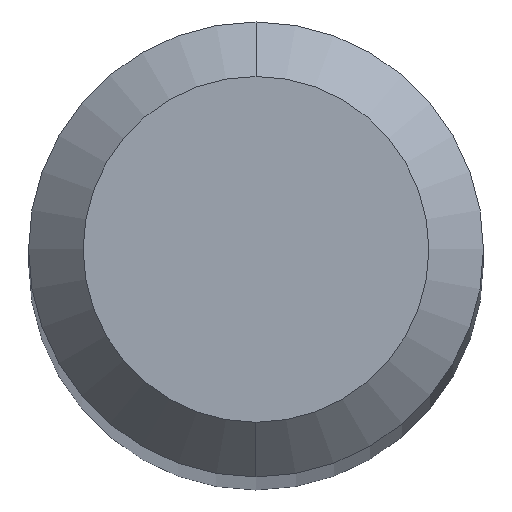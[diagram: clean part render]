
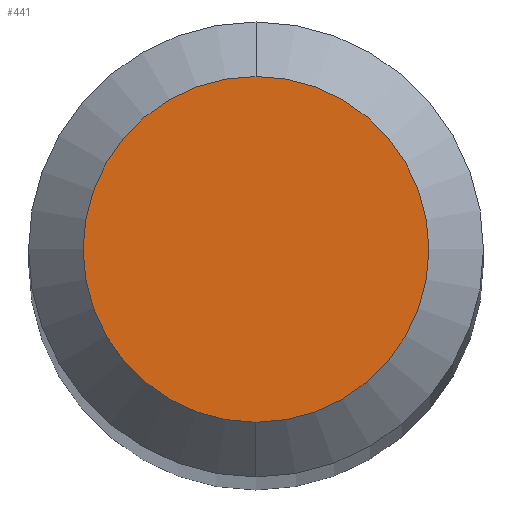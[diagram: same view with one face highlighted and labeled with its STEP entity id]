
A CAD part, top view. The second image highlights one B-rep face of the part: STEP entity #441.
In plain terms, the highlighted planar face has unit normal (0, 0, 1).
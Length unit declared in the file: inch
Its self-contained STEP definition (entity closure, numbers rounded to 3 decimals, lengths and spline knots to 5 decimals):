
#4 = FACE_OUTER_BOUND ( 'NONE', #159, .T. ) ;
#8 = DIRECTION ( 'NONE',  ( 0., 1., 0. ) ) ;
#20 = CARTESIAN_POINT ( 'NONE',  ( 0., 0.0475, 0. ) ) ;
#40 = CARTESIAN_POINT ( 'NONE',  ( 0., -0.0475, 0. ) ) ;
#52 = AXIS2_PLACEMENT_3D ( 'NONE', #275, #428, #227 ) ;
#113 = CARTESIAN_POINT ( 'NONE',  ( 0., 0.0475, 0. ) ) ;
#114 = DIRECTION ( 'NONE',  ( 0., 0., -1. ) ) ;
#133 = CARTESIAN_POINT ( 'NONE',  ( 0., 0., 0. ) ) ;
#159 = EDGE_LOOP ( 'NONE', ( #388, #344 ) ) ;
#195 = DIRECTION ( 'NONE',  ( 0., -1., 0. ) ) ;
#227 = DIRECTION ( 'NONE',  ( 0., -1., 0. ) ) ;
#236 = CIRCLE ( 'NONE', #52, 0.0475 ) ;
#275 = CARTESIAN_POINT ( 'NONE',  ( 0., 0., 0. ) ) ;
#291 = EDGE_CURVE ( 'NONE', #505, #398, #236, .T. ) ;
#307 = DIRECTION ( 'NONE',  ( 0., 0., 1. ) ) ;
#344 = ORIENTED_EDGE ( 'NONE', *, *, #397, .T. ) ;
#363 = PLANE ( 'NONE',  #375 ) ;
#375 = AXIS2_PLACEMENT_3D ( 'NONE', #113, #114, #8 ) ;
#388 = ORIENTED_EDGE ( 'NONE', *, *, #291, .T. ) ;
#397 = EDGE_CURVE ( 'NONE', #398, #505, #450, .T. ) ;
#398 = VERTEX_POINT ( 'NONE', #40 ) ;
#405 = AXIS2_PLACEMENT_3D ( 'NONE', #133, #307, #195 ) ;
#428 = DIRECTION ( 'NONE',  ( 0., 0., 1. ) ) ;
#441 = ADVANCED_FACE ( 'NONE', ( #4 ), #363, .F. ) ;
#450 = CIRCLE ( 'NONE', #405, 0.0475 ) ;
#505 = VERTEX_POINT ( 'NONE', #20 ) ;
